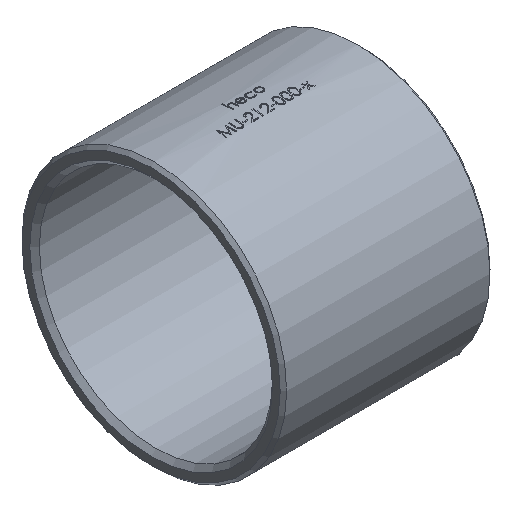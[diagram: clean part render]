
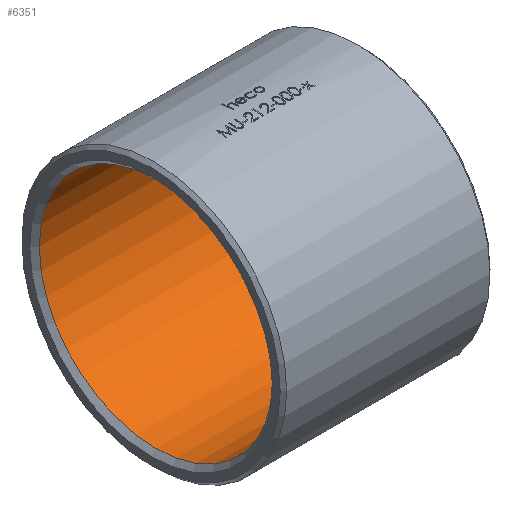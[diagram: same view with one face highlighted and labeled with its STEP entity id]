
A CAD part, isometric view. The second image highlights one B-rep face of the part: STEP entity #6351.
In plain terms, the highlighted cylindrical face has radius 36.115 mm (diameter 72.23 mm), a full revolution.
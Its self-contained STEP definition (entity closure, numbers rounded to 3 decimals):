
#851 = DIRECTION ( 'NONE',  ( 0., 0., -1. ) ) ;
#1092 = CYLINDRICAL_SURFACE ( 'NONE', #7671, 36.115 ) ;
#1813 = DIRECTION ( 'NONE',  ( 0., 0., 1. ) ) ;
#1868 = DIRECTION ( 'NONE',  ( -1., 0., 0. ) ) ;
#2055 = CARTESIAN_POINT ( 'NONE',  ( 63.52, 0., 0. ) ) ;
#2556 = VERTEX_POINT ( 'NONE', #8705 ) ;
#3283 = CARTESIAN_POINT ( 'NONE',  ( 1.48, 0., 0. ) ) ;
#3459 = CIRCLE ( 'NONE', #6159, 36.115 ) ;
#4301 = VERTEX_POINT ( 'NONE', #5972 ) ;
#4976 = CIRCLE ( 'NONE', #10905, 36.115 ) ;
#5230 = FACE_OUTER_BOUND ( 'NONE', #7118, .T. ) ;
#5972 = CARTESIAN_POINT ( 'NONE',  ( 1.48, 0., -36.115 ) ) ;
#6159 = AXIS2_PLACEMENT_3D ( 'NONE', #3283, #10178, #851 ) ;
#6351 = ADVANCED_FACE ( 'NONE', ( #5230, #9506 ), #1092, .F. ) ;
#6974 = EDGE_CURVE ( 'NONE', #2556, #2556, #4976, .T. ) ;
#7118 = EDGE_LOOP ( 'NONE', ( #9075 ) ) ;
#7381 = DIRECTION ( 'NONE',  ( 0., 0., -1. ) ) ;
#7671 = AXIS2_PLACEMENT_3D ( 'NONE', #9623, #1868, #1813 ) ;
#8169 = DIRECTION ( 'NONE',  ( 1., 0., 0. ) ) ;
#8330 = EDGE_CURVE ( 'NONE', #4301, #4301, #3459, .T. ) ;
#8705 = CARTESIAN_POINT ( 'NONE',  ( 63.52, 0., -36.115 ) ) ;
#9075 = ORIENTED_EDGE ( 'NONE', *, *, #6974, .T. ) ;
#9506 = FACE_OUTER_BOUND ( 'NONE', #9840, .T. ) ;
#9623 = CARTESIAN_POINT ( 'NONE',  ( 65.001, 0., 0. ) ) ;
#9840 = EDGE_LOOP ( 'NONE', ( #10635 ) ) ;
#10178 = DIRECTION ( 'NONE',  ( -1., 0., 0. ) ) ;
#10635 = ORIENTED_EDGE ( 'NONE', *, *, #8330, .T. ) ;
#10905 = AXIS2_PLACEMENT_3D ( 'NONE', #2055, #8169, #7381 ) ;
